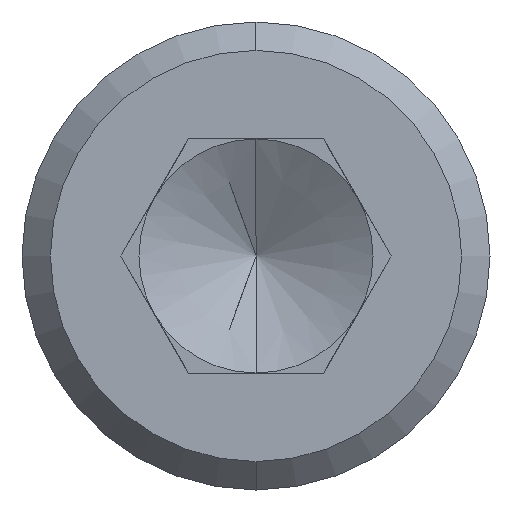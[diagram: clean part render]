
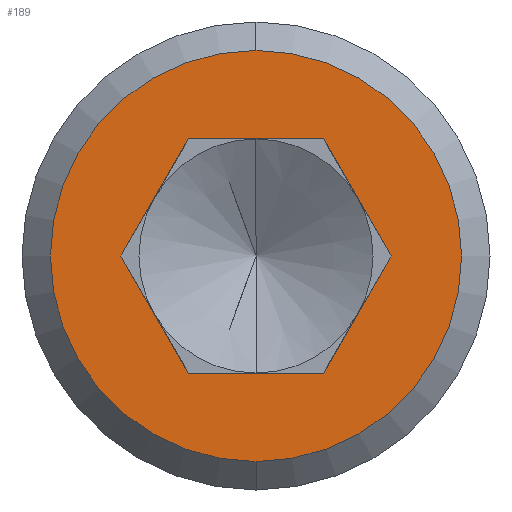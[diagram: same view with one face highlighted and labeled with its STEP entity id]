
A CAD part, left-side view. The second image highlights one B-rep face of the part: STEP entity #189.
In plain terms, the highlighted planar face has unit normal (-1, 0, 0).
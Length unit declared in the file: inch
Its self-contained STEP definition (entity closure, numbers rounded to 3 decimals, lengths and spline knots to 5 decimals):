
#18 = CARTESIAN_POINT ( 'NONE',  ( 0., 0.09024, 0. ) ) ;
#40 = ORIENTED_EDGE ( 'NONE', *, *, #411, .F. ) ;
#54 = EDGE_CURVE ( 'NONE', #112, #375, #640, .T. ) ;
#73 = ORIENTED_EDGE ( 'NONE', *, *, #597, .T. ) ;
#76 = VECTOR ( 'NONE', #388, 39.37008 ) ;
#99 = PLANE ( 'NONE',  #413 ) ;
#106 = DIRECTION ( 'NONE',  ( 0., -0.5, -0.866 ) ) ;
#108 = VERTEX_POINT ( 'NONE', #654 ) ;
#112 = VERTEX_POINT ( 'NONE', #349 ) ;
#125 = ORIENTED_EDGE ( 'NONE', *, *, #54, .T. ) ;
#130 = VERTEX_POINT ( 'NONE', #18 ) ;
#151 = ORIENTED_EDGE ( 'NONE', *, *, #323, .T. ) ;
#170 = LINE ( 'NONE', #616, #691 ) ;
#178 = AXIS2_PLACEMENT_3D ( 'NONE', #578, #201, #585 ) ;
#184 = CARTESIAN_POINT ( 'NONE',  ( 0., -0.09024, 0. ) ) ;
#186 = ORIENTED_EDGE ( 'NONE', *, *, #511, .T. ) ;
#189 = ADVANCED_FACE ( 'NONE', ( #602, #328 ), #99, .T. ) ;
#201 = DIRECTION ( 'NONE',  ( -1., 0., 0. ) ) ;
#219 = CARTESIAN_POINT ( 'NONE',  ( 0., 0.09024, 0. ) ) ;
#227 = LINE ( 'NONE', #627, #76 ) ;
#237 = DIRECTION ( 'NONE',  ( 0., 0., 1. ) ) ;
#239 = DIRECTION ( 'NONE',  ( 0., 0.5, -0.866 ) ) ;
#260 = CARTESIAN_POINT ( 'NONE',  ( 0., 0., 0. ) ) ;
#268 = DIRECTION ( 'NONE',  ( -1., 0., 0. ) ) ;
#323 = EDGE_CURVE ( 'NONE', #130, #745, #737, .T. ) ;
#328 = FACE_OUTER_BOUND ( 'NONE', #434, .T. ) ;
#334 = CARTESIAN_POINT ( 'NONE',  ( 0., -0.04512, 0.07815 ) ) ;
#338 = DIRECTION ( 'NONE',  ( 0., -0.5, -0.866 ) ) ;
#340 = LINE ( 'NONE', #219, #557 ) ;
#349 = CARTESIAN_POINT ( 'NONE',  ( 0., 0., -0.13725 ) ) ;
#354 = VECTOR ( 'NONE', #239, 39.37008 ) ;
#366 = AXIS2_PLACEMENT_3D ( 'NONE', #574, #519, #237 ) ;
#375 = VERTEX_POINT ( 'NONE', #685 ) ;
#388 = DIRECTION ( 'NONE',  ( 0., 1., 0. ) ) ;
#407 = EDGE_CURVE ( 'NONE', #446, #745, #227, .T. ) ;
#411 = EDGE_CURVE ( 'NONE', #738, #611, #170, .T. ) ;
#413 = AXIS2_PLACEMENT_3D ( 'NONE', #260, #268, #610 ) ;
#434 = EDGE_LOOP ( 'NONE', ( #125, #186 ) ) ;
#441 = CARTESIAN_POINT ( 'NONE',  ( 0., 0.04512, -0.07815 ) ) ;
#446 = VERTEX_POINT ( 'NONE', #501 ) ;
#464 = EDGE_CURVE ( 'NONE', #130, #738, #340, .T. ) ;
#500 = ORIENTED_EDGE ( 'NONE', *, *, #464, .F. ) ;
#501 = CARTESIAN_POINT ( 'NONE',  ( 0., -0.04512, 0.07815 ) ) ;
#503 = CARTESIAN_POINT ( 'NONE',  ( 0., 0.04512, 0.07815 ) ) ;
#510 = ORIENTED_EDGE ( 'NONE', *, *, #407, .F. ) ;
#511 = EDGE_CURVE ( 'NONE', #375, #112, #582, .T. ) ;
#514 = DIRECTION ( 'NONE',  ( 0., -0.5, 0.866 ) ) ;
#517 = LINE ( 'NONE', #184, #354 ) ;
#519 = DIRECTION ( 'NONE',  ( -1., 0., 0. ) ) ;
#529 = VECTOR ( 'NONE', #106, 39.37008 ) ;
#557 = VECTOR ( 'NONE', #338, 39.37008 ) ;
#574 = CARTESIAN_POINT ( 'NONE',  ( 0., 0., 0. ) ) ;
#578 = CARTESIAN_POINT ( 'NONE',  ( 0., 0., 0. ) ) ;
#582 = CIRCLE ( 'NONE', #178, 0.13725 ) ;
#585 = DIRECTION ( 'NONE',  ( 0., 0., 1. ) ) ;
#593 = VECTOR ( 'NONE', #514, 39.37008 ) ;
#597 = EDGE_CURVE ( 'NONE', #108, #611, #517, .T. ) ;
#598 = CARTESIAN_POINT ( 'NONE',  ( 0., -0.04512, -0.07815 ) ) ;
#602 = FACE_BOUND ( 'NONE', #728, .T. ) ;
#610 = DIRECTION ( 'NONE',  ( 0., 0., 1. ) ) ;
#611 = VERTEX_POINT ( 'NONE', #598 ) ;
#615 = LINE ( 'NONE', #334, #529 ) ;
#616 = CARTESIAN_POINT ( 'NONE',  ( 0., 0.04512, -0.07815 ) ) ;
#627 = CARTESIAN_POINT ( 'NONE',  ( 0., -0.04512, 0.07815 ) ) ;
#640 = CIRCLE ( 'NONE', #366, 0.13725 ) ;
#654 = CARTESIAN_POINT ( 'NONE',  ( 0., -0.09024, 0. ) ) ;
#673 = ORIENTED_EDGE ( 'NONE', *, *, #689, .T. ) ;
#685 = CARTESIAN_POINT ( 'NONE',  ( 0., 0., 0.13725 ) ) ;
#688 = CARTESIAN_POINT ( 'NONE',  ( 0., 0.09024, 0. ) ) ;
#689 = EDGE_CURVE ( 'NONE', #446, #108, #615, .T. ) ;
#691 = VECTOR ( 'NONE', #734, 39.37008 ) ;
#728 = EDGE_LOOP ( 'NONE', ( #151, #510, #673, #73, #40, #500 ) ) ;
#734 = DIRECTION ( 'NONE',  ( 0., -1., 0. ) ) ;
#737 = LINE ( 'NONE', #688, #593 ) ;
#738 = VERTEX_POINT ( 'NONE', #441 ) ;
#745 = VERTEX_POINT ( 'NONE', #503 ) ;
